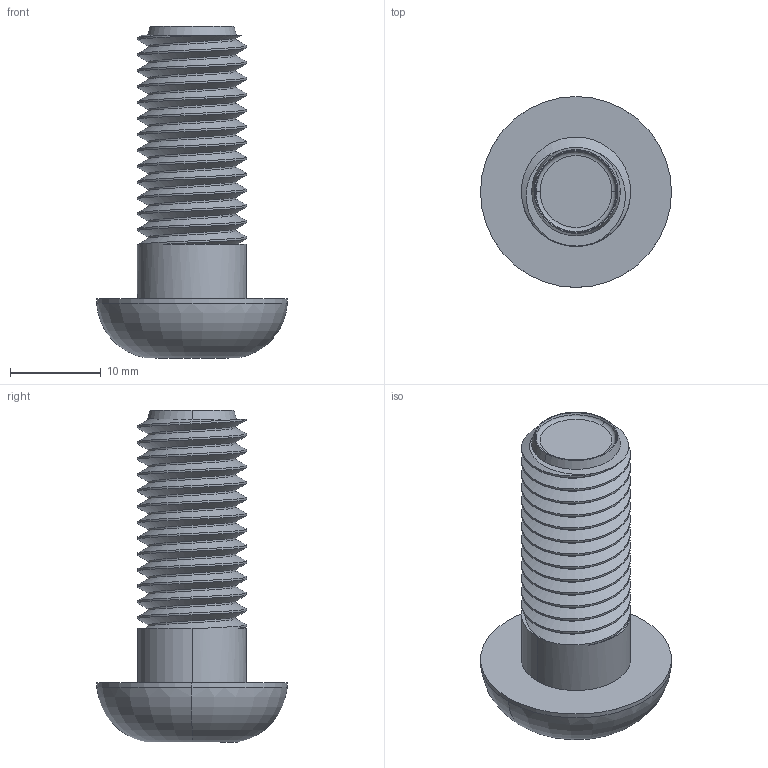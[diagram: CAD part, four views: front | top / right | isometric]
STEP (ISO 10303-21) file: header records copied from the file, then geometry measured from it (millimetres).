
FILE_DESCRIPTION (( 'STEP AP214' ), '1' );
FILE_NAME ('FramingTechnology-CS10SM12Torx.STEP', '2018-04-27T17:07:42', ( '' ), ( '' ), 'SwSTEP 2.0', 'SolidWorks 2018', '' );
FILE_SCHEMA (( 'AUTOMOTIVE_DESIGN' ));
Length unit declared in the file: millimetre
Products named in the file (1): FramingTechnology-CS10SM12Torx
Bounding box: 21 x 21 x 36.52 mm (x, y, z)
Volume: 4440.1 mm3; surface area: 2715.3 mm2
Topology: 1 solids, 1 shells, 138 faces, 367 edges, 231 vertices
Faces by surface type: cylinder 72, bspline 26, plane 23, cone 10, torus 7
Entity records: 6745 total; most frequent: CARTESIAN_POINT 3717, ORIENTED_EDGE 730, DIRECTION 513, EDGE_CURVE 365, VERTEX_POINT 231, AXIS2_PLACEMENT_3D 204, EDGE_LOOP 140, FACE_OUTER_BOUND 138
